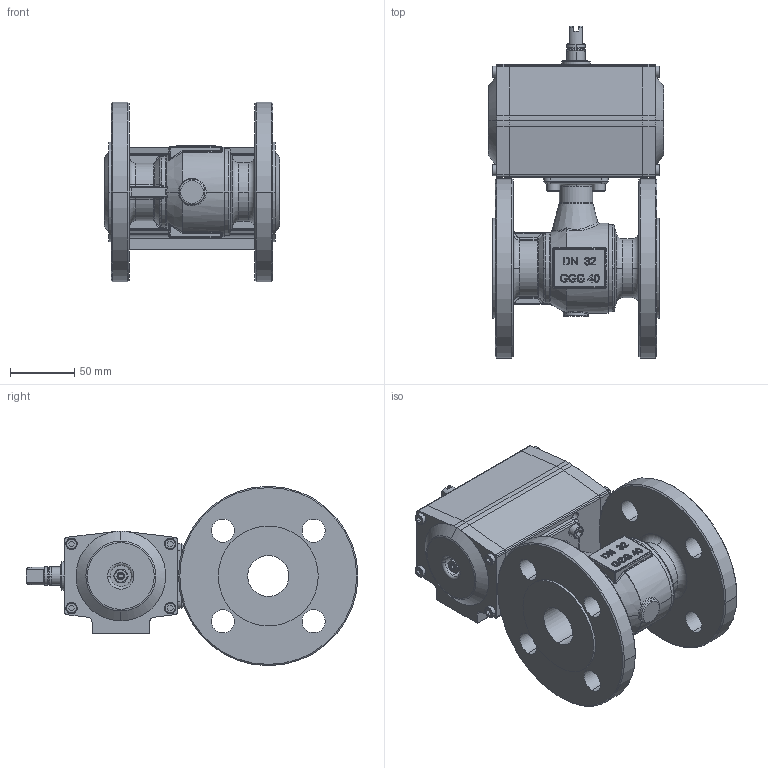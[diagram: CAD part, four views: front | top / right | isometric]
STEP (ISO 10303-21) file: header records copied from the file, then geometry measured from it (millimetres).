
FILE_DESCRIPTION(('STEP AP214'),'1');
FILE_NAME('valve_akp75-32-16-b-gte68-8f.stp','2018-06-18T09:50:14',('TraceParts'),('TraceParts S.A.'),'Spatial InterOp 3D',' ',' ');
FILE_SCHEMA(('automotive_design'));
Length unit declared in the file: millimetre
Products named in the file (26): valve_akp75-32-16-b-gte68-8f_1; valve_akp75-32-16-b-gte68-8f_2; valve_akp75-32-16-b-gte68-8f_3; valve_akp75-32-16-b-gte68-8f_4; valve_akp75-32-16-b-gte68-8f_5; valve_akp75-32-16-b-gte68-8f_6; valve_akp75-32-16-b-gte68-8f_7; valve_akp75-32-16-b-gte68-8f_8; valve_akp75-32-16-b-gte68-8f_9; valve_akp75-32-16-b-gte68-8f_10; valve_akp75-32-16-b-gte68-8f_11; valve_akp75-32-16-b-gte68-8f_12; valve_akp75-32-16-b-gte68-8f_13; valve_akp75-32-16-b-gte68-8f_14; valve_akp75-32-16-b-gte68-8f_15; valve_akp75-32-16-b-gte68-8f_16; valve_akp75-32-16-b-gte68-8f_17; valve_akp75-32-16-b-gte68-8f_18; valve_akp75-32-16-b-gte68-8f_19; valve_akp75-32-16-b-gte68-8f_20; valve_akp75-32-16-b-gte68-8f_21; valve_akp75-32-16-b-gte68-8f_22; valve_akp75-32-16-b-gte68-8f_23; valve_akp75-32-16-b-gte68-8f_24; valve_akp75-32-16-b-gte68-8f_25; valve_akp75-32-16-b-gte68-8f_26
Bounding box: 137 x 259 x 140 mm (x, y, z)
Volume: 1154286.8 mm3; surface area: 246475.6 mm2
Topology: 26 solids, 26 shells, 1288 faces, 3415 edges, 2209 vertices
Faces by surface type: cylinder 444, plane 387, cone 184, bspline 130, torus 123, sphere 20
Entity records: 57597 total; most frequent: CARTESIAN_POINT 14545, DIRECTION 6970, ORIENTED_EDGE 6694, EDGE_CURVE 3347, AXIS2_PLACEMENT_3D 2804, VERTEX_POINT 2209, CIRCLE 1605, EDGE_LOOP 1454
